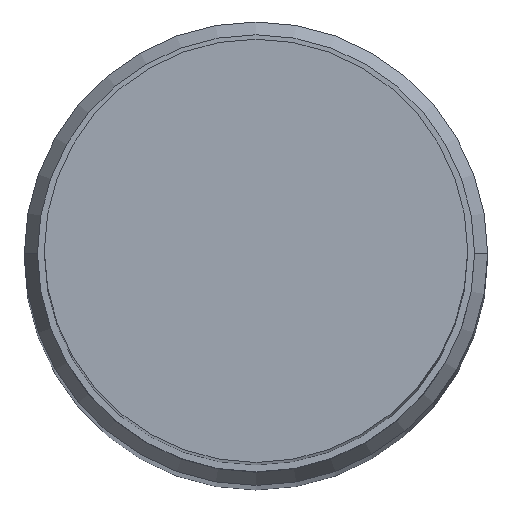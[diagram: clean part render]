
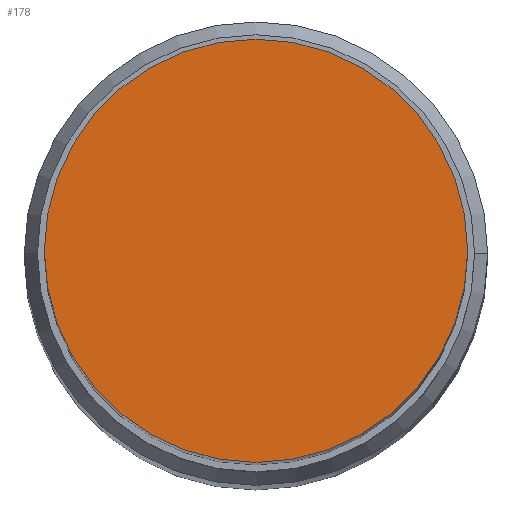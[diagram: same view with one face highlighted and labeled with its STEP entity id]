
A CAD part, top view. The second image highlights one B-rep face of the part: STEP entity #178.
In plain terms, the highlighted planar face has unit normal (0, 0, 1).
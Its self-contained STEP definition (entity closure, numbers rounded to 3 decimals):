
#62 = ORIENTED_EDGE ( 'NONE', *, *, #366, .T. ) ;
#64 = ORIENTED_EDGE ( 'NONE', *, *, #189, .T. ) ;
#78 = CARTESIAN_POINT ( 'NONE',  ( 4.35, 0., 0. ) ) ;
#83 = AXIS2_PLACEMENT_3D ( 'NONE', #97, #402, #221 ) ;
#87 = PLANE ( 'NONE',  #172 ) ;
#97 = CARTESIAN_POINT ( 'NONE',  ( 0., 0., 0. ) ) ;
#132 = VERTEX_POINT ( 'NONE', #78 ) ;
#151 = CARTESIAN_POINT ( 'NONE',  ( -4.35, 0., 0. ) ) ;
#171 = CIRCLE ( 'NONE', #83, 4.35 ) ;
#172 = AXIS2_PLACEMENT_3D ( 'NONE', #236, #208, #266 ) ;
#178 = ADVANCED_FACE ( 'NONE', ( #396 ), #87, .F. ) ;
#189 = EDGE_CURVE ( 'NONE', #132, #195, #363, .T. ) ;
#195 = VERTEX_POINT ( 'NONE', #151 ) ;
#208 = DIRECTION ( 'NONE',  ( 0., 0., -1. ) ) ;
#211 = DIRECTION ( 'NONE',  ( 1., 0., 0. ) ) ;
#221 = DIRECTION ( 'NONE',  ( 1., 0., 0. ) ) ;
#236 = CARTESIAN_POINT ( 'NONE',  ( 0., 0., 0. ) ) ;
#266 = DIRECTION ( 'NONE',  ( -1., 0., 0. ) ) ;
#284 = AXIS2_PLACEMENT_3D ( 'NONE', #365, #299, #211 ) ;
#299 = DIRECTION ( 'NONE',  ( 0., 0., 1. ) ) ;
#341 = EDGE_LOOP ( 'NONE', ( #64, #62 ) ) ;
#363 = CIRCLE ( 'NONE', #284, 4.35 ) ;
#365 = CARTESIAN_POINT ( 'NONE',  ( 0., 0., 0. ) ) ;
#366 = EDGE_CURVE ( 'NONE', #195, #132, #171, .T. ) ;
#396 = FACE_OUTER_BOUND ( 'NONE', #341, .T. ) ;
#402 = DIRECTION ( 'NONE',  ( 0., 0., 1. ) ) ;
